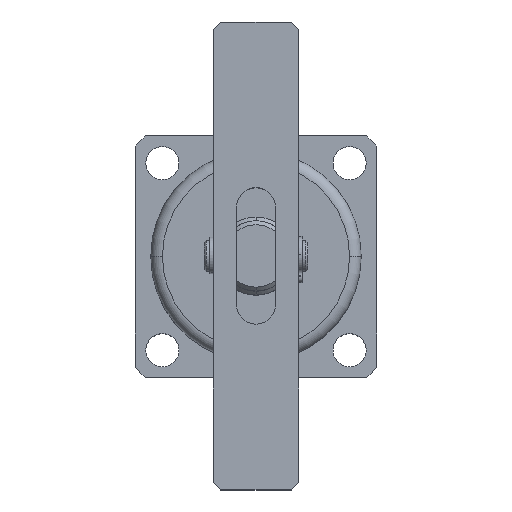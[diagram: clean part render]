
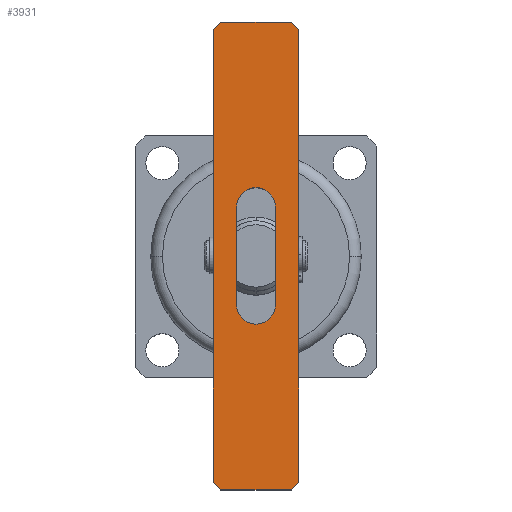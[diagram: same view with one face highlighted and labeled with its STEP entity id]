
A CAD part, top view. The second image highlights one B-rep face of the part: STEP entity #3931.
In plain terms, the highlighted face is planar.
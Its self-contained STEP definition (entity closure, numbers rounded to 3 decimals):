
#620 = AXIS2_PLACEMENT_3D ( 'NONE', #2408, #2413, #2414 ) ;
#740 = EDGE_LOOP ( 'NONE', ( #1209, #1210, #1211, #1212, #1213, #1214, #1215, #1216 ) ) ;
#766 = EDGE_LOOP ( 'NONE', ( #1205, #1206, #1207, #1208 ) ) ;
#1205 = ORIENTED_EDGE ( 'NONE', *, *, #3193, .F. ) ;
#1206 = ORIENTED_EDGE ( 'NONE', *, *, #3194, .F. ) ;
#1207 = ORIENTED_EDGE ( 'NONE', *, *, #3195, .F. ) ;
#1208 = ORIENTED_EDGE ( 'NONE', *, *, #3196, .F. ) ;
#1209 = ORIENTED_EDGE ( 'NONE', *, *, #3191, .T. ) ;
#1210 = ORIENTED_EDGE ( 'NONE', *, *, #3197, .T. ) ;
#1211 = ORIENTED_EDGE ( 'NONE', *, *, #3170, .T. ) ;
#1212 = ORIENTED_EDGE ( 'NONE', *, *, #3198, .T. ) ;
#1213 = ORIENTED_EDGE ( 'NONE', *, *, #3175, .T. ) ;
#1214 = ORIENTED_EDGE ( 'NONE', *, *, #3199, .T. ) ;
#1215 = ORIENTED_EDGE ( 'NONE', *, *, #3181, .T. ) ;
#1216 = ORIENTED_EDGE ( 'NONE', *, *, #3200, .T. ) ;
#1541 = AXIS2_PLACEMENT_3D ( 'NONE', #6741, #6742, #6743 ) ;
#1542 = AXIS2_PLACEMENT_3D ( 'NONE', #6747, #6748, #6749 ) ;
#2089 = CARTESIAN_POINT ( 'NONE',  ( 60., 11., 9. ) ) ;
#2095 = CARTESIAN_POINT ( 'NONE',  ( 60., 11., -9. ) ) ;
#2163 = CARTESIAN_POINT ( 'NONE',  ( -58., 11., -11. ) ) ;
#2166 = CARTESIAN_POINT ( 'NONE',  ( -12.5, 11., -5. ) ) ;
#2406 = PLANE ( 'NONE',  #620 ) ;
#2408 = CARTESIAN_POINT ( 'NONE',  ( 0., 11., 0. ) ) ;
#2413 = DIRECTION ( 'NONE',  ( 0., 1., 0. ) ) ;
#2414 = DIRECTION ( 'NONE',  ( 0., 0., 1. ) ) ;
#2812 = VERTEX_POINT ( 'NONE', #2089 ) ;
#2818 = VERTEX_POINT ( 'NONE', #2095 ) ;
#2886 = VERTEX_POINT ( 'NONE', #2163 ) ;
#2889 = VERTEX_POINT ( 'NONE', #2166 ) ;
#2930 = VERTEX_POINT ( 'NONE', #6269 ) ;
#2932 = VERTEX_POINT ( 'NONE', #6271 ) ;
#2933 = VERTEX_POINT ( 'NONE', #6272 ) ;
#2934 = VERTEX_POINT ( 'NONE', #6273 ) ;
#2939 = VERTEX_POINT ( 'NONE', #6278 ) ;
#2942 = VERTEX_POINT ( 'NONE', #6281 ) ;
#2958 = VERTEX_POINT ( 'NONE', #6299 ) ;
#2959 = VERTEX_POINT ( 'NONE', #6301 ) ;
#3170 = EDGE_CURVE ( 'NONE', #2812, #2818, #6108, .T. ) ;
#3175 = EDGE_CURVE ( 'NONE', #2958, #2886, #6120, .T. ) ;
#3181 = EDGE_CURVE ( 'NONE', #2959, #2934, #6131, .T. ) ;
#3191 = EDGE_CURVE ( 'NONE', #2930, #2939, #6146, .T. ) ;
#3193 = EDGE_CURVE ( 'NONE', #2889, #2932, #6150, .T. ) ;
#3194 = EDGE_CURVE ( 'NONE', #2942, #2889, #6144, .T. ) ;
#3195 = EDGE_CURVE ( 'NONE', #2933, #2942, #6152, .T. ) ;
#3196 = EDGE_CURVE ( 'NONE', #2932, #2933, #6153, .T. ) ;
#3197 = EDGE_CURVE ( 'NONE', #2939, #2812, #6155, .T. ) ;
#3198 = EDGE_CURVE ( 'NONE', #2818, #2958, #6158, .T. ) ;
#3199 = EDGE_CURVE ( 'NONE', #2886, #2959, #6160, .T. ) ;
#3200 = EDGE_CURVE ( 'NONE', #2934, #2930, #6162, .T. ) ;
#3931 = ADVANCED_FACE ( 'NONE', ( #5372, #5384 ), #2406, .T. ) ;
#5372 = FACE_BOUND ( 'NONE', #766, .T. ) ;
#5384 = FACE_OUTER_BOUND ( 'NONE', #740, .T. ) ;
#6108 = LINE ( 'NONE', #6657, #6113 ) ;
#6113 = VECTOR ( 'NONE', #6668, 1000. ) ;
#6120 = LINE ( 'NONE', #6671, #6122 ) ;
#6122 = VECTOR ( 'NONE', #6669, 1000. ) ;
#6131 = LINE ( 'NONE', #6689, #6134 ) ;
#6134 = VECTOR ( 'NONE', #6690, 1000. ) ;
#6144 = LINE ( 'NONE', #6740, #6154 ) ;
#6146 = LINE ( 'NONE', #6736, #6149 ) ;
#6149 = VECTOR ( 'NONE', #6737, 1000. ) ;
#6150 = CIRCLE ( 'NONE', #1541, 5. ) ;
#6152 = CIRCLE ( 'NONE', #1542, 5. ) ;
#6153 = LINE ( 'NONE', #6746, #6157 ) ;
#6154 = VECTOR ( 'NONE', #6734, 1000. ) ;
#6155 = LINE ( 'NONE', #6745, #6159 ) ;
#6157 = VECTOR ( 'NONE', #6744, 1000. ) ;
#6158 = LINE ( 'NONE', #6752, #6161 ) ;
#6159 = VECTOR ( 'NONE', #6751, 1000. ) ;
#6160 = LINE ( 'NONE', #6754, #6163 ) ;
#6161 = VECTOR ( 'NONE', #6753, 1000. ) ;
#6162 = LINE ( 'NONE', #6756, #6165 ) ;
#6163 = VECTOR ( 'NONE', #6755, 1000. ) ;
#6165 = VECTOR ( 'NONE', #6757, 1000. ) ;
#6269 = CARTESIAN_POINT ( 'NONE',  ( -58., 11., 11. ) ) ;
#6271 = CARTESIAN_POINT ( 'NONE',  ( -12.5, 11., 5. ) ) ;
#6272 = CARTESIAN_POINT ( 'NONE',  ( 12.5, 11., 5. ) ) ;
#6273 = CARTESIAN_POINT ( 'NONE',  ( -60., 11., 9. ) ) ;
#6278 = CARTESIAN_POINT ( 'NONE',  ( 58., 11., 11. ) ) ;
#6281 = CARTESIAN_POINT ( 'NONE',  ( 12.5, 11., -5. ) ) ;
#6299 = CARTESIAN_POINT ( 'NONE',  ( 58., 11., -11. ) ) ;
#6301 = CARTESIAN_POINT ( 'NONE',  ( -60., 11., -9. ) ) ;
#6657 = CARTESIAN_POINT ( 'NONE',  ( 60., 11., -11. ) ) ;
#6668 = DIRECTION ( 'NONE',  ( 0., 0., -1. ) ) ;
#6669 = DIRECTION ( 'NONE',  ( -1., 0., 0. ) ) ;
#6671 = CARTESIAN_POINT ( 'NONE',  ( -60., 11., -11. ) ) ;
#6689 = CARTESIAN_POINT ( 'NONE',  ( -60., 11., -11. ) ) ;
#6690 = DIRECTION ( 'NONE',  ( 0., 0., 1. ) ) ;
#6734 = DIRECTION ( 'NONE',  ( -1., 0., 0. ) ) ;
#6736 = CARTESIAN_POINT ( 'NONE',  ( -60., 11., 11. ) ) ;
#6737 = DIRECTION ( 'NONE',  ( 1., 0., 0. ) ) ;
#6740 = CARTESIAN_POINT ( 'NONE',  ( -12.5, 11., -5. ) ) ;
#6741 = CARTESIAN_POINT ( 'NONE',  ( -12.5, 11., 0. ) ) ;
#6742 = DIRECTION ( 'NONE',  ( 0., 1., 0. ) ) ;
#6743 = DIRECTION ( 'NONE',  ( 0., 0., 1. ) ) ;
#6744 = DIRECTION ( 'NONE',  ( 1., 0., 0. ) ) ;
#6745 = CARTESIAN_POINT ( 'NONE',  ( 34.5, 11., 34.5 ) ) ;
#6746 = CARTESIAN_POINT ( 'NONE',  ( -12.5, 11., 5. ) ) ;
#6747 = CARTESIAN_POINT ( 'NONE',  ( 12.5, 11., 0. ) ) ;
#6748 = DIRECTION ( 'NONE',  ( 0., 1., 0. ) ) ;
#6749 = DIRECTION ( 'NONE',  ( 0., 0., 1. ) ) ;
#6751 = DIRECTION ( 'NONE',  ( 0.707, 0., -0.707 ) ) ;
#6752 = CARTESIAN_POINT ( 'NONE',  ( 34.5, 11., -34.5 ) ) ;
#6753 = DIRECTION ( 'NONE',  ( -0.707, 0., -0.707 ) ) ;
#6754 = CARTESIAN_POINT ( 'NONE',  ( -34.5, 11., -34.5 ) ) ;
#6755 = DIRECTION ( 'NONE',  ( -0.707, 0., 0.707 ) ) ;
#6756 = CARTESIAN_POINT ( 'NONE',  ( -34.5, 11., 34.5 ) ) ;
#6757 = DIRECTION ( 'NONE',  ( 0.707, 0., 0.707 ) ) ;
